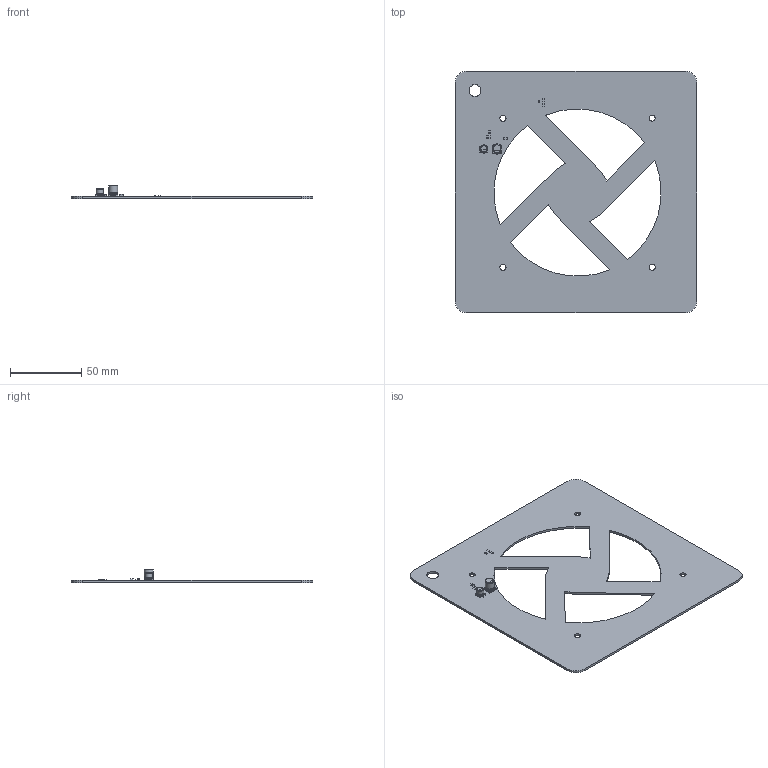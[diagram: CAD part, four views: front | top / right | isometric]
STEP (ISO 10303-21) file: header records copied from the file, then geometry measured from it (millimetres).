
FILE_DESCRIPTION(('KiCad electronic assembly'),'2;1');
FILE_NAME('LED_Driver_ISSI_ALU_IS31LT3117.step','2020-01-30T22:43:07',( 'An Author'),('A Company'),'Open CASCADE STEP processor 6.9', 'KiCad to STEP converter','Unknown');
FILE_SCHEMA(('AUTOMOTIVE_DESIGN { 1 0 10303 214 1 1 1 1 }'));
Length unit declared in the file: millimetre
Products named in the file (14): Open CASCADE STEP translator 6.9 1; R_0603_1608Metric; SOLID; C_0805_2012Metric; CP_Elec_6.3x7.7; C_1206_3216Metric; R_0805_2012Metric; CP_Elec_5x5.3; COMPOUND
Assembly tree (16 placements, depth 3):
  Open CASCADE STEP translator 6.9 1
    R_0603_1608Metric
      SOLID
    C_0805_2012Metric
      SOLID
    CP_Elec_6.3x7.7
      SOLID
    C_1206_3216Metric
      SOLID
    R_0805_2012Metric  x4
      SOLID
    CP_Elec_5x5.3
      SOLID
    COMPOUND
Bounding box: 170 x 170 x 9.35 mm (x, y, z)
Volume: 35045.8 mm3; surface area: 46199.4 mm2
Topology: 10 solids, 10 shells, 299 faces, 777 edges, 504 vertices
Faces by surface type: plane 188, cylinder 97, torus 8, bspline 4, revolution 2
Full cylindrical faces by diameter (mm): 4.3 x4, 5 x2, 6.3 x2, 8.4 x1
Entity records: 16718 total; most frequent: CARTESIAN_POINT 3471, DIRECTION 2263, LINE 1379, VECTOR 1379, ORIENTED_EDGE 1146, PCURVE 1146, DEFINITIONAL_REPRESENTATION 1146, EDGE_CURVE 573
